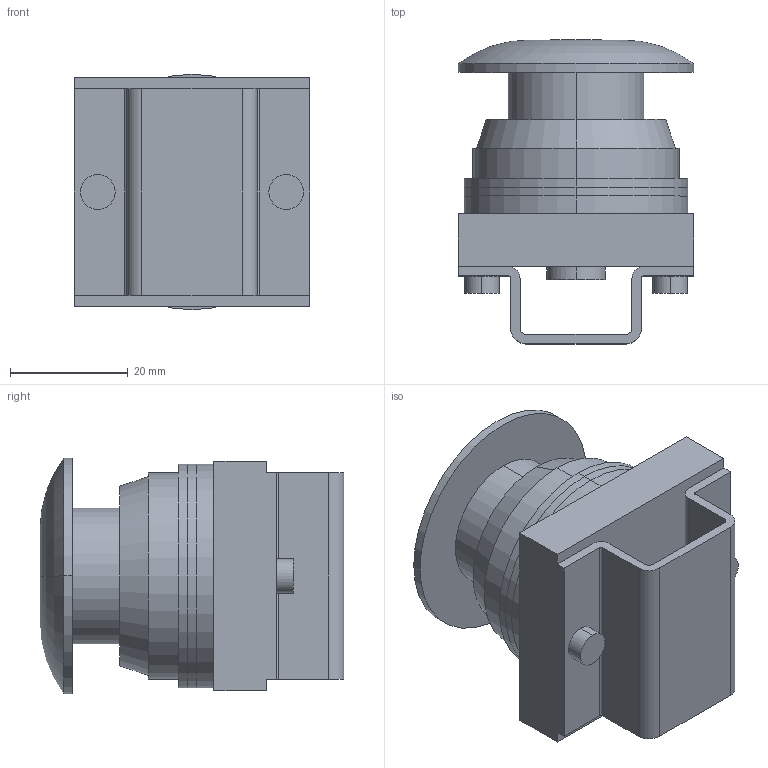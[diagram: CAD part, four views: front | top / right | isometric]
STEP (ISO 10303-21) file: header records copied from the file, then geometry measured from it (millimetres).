
FILE_DESCRIPTION (( 'STEP AP214' ), '1' );
FILE_NAME ('VM-30AB.STEP', '2017-04-27T04:30:43', ( 'SONIC' ), ( 'UNITCOM PC' ), 'SwSTEP 2.0', 'SolidWorks 2015', '' );
FILE_SCHEMA (( 'AUTOMOTIVE_DESIGN' ));
Length unit declared in the file: millimetre
Products named in the file (1): VM-30AB
Bounding box: 40 x 51.6 x 40 mm (x, y, z)
Volume: 42040.3 mm3; surface area: 16776.3 mm2
Topology: 3 solids, 3 shells, 58 faces, 136 edges, 90 vertices
Faces by surface type: plane 28, cylinder 26, cone 2, torus 2
Entity records: 2213 total; most frequent: DIRECTION 314, CARTESIAN_POINT 285, ORIENTED_EDGE 272, EDGE_CURVE 136, AXIS2_PLACEMENT_3D 119, VERTEX_POINT 90, VECTOR 76, LINE 76
